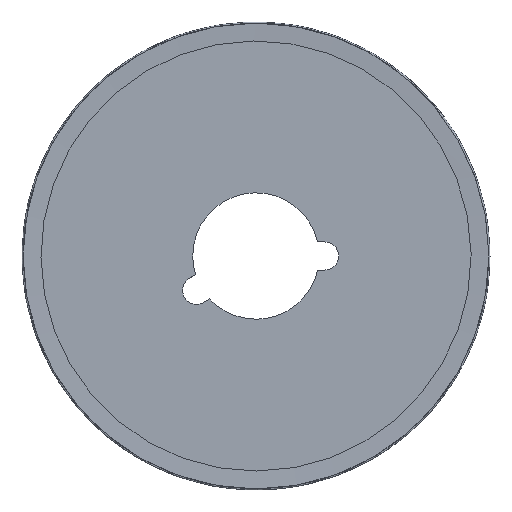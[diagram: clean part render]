
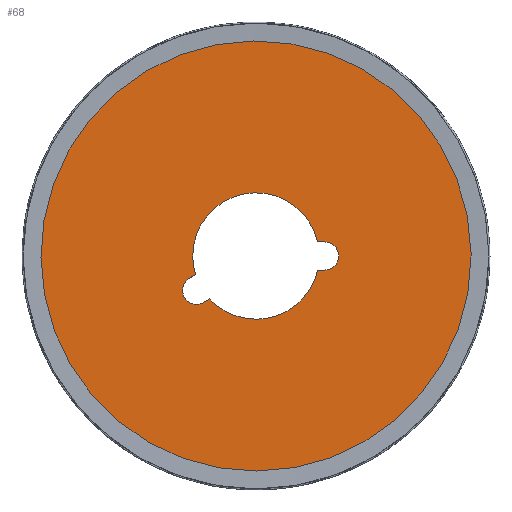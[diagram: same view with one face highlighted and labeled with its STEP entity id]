
A CAD part, top view. The second image highlights one B-rep face of the part: STEP entity #68.
In plain terms, the highlighted planar face has unit normal (0, 0, 1).
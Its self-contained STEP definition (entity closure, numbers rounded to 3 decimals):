
#68=ADVANCED_FACE('',(#127,#128),#84,.F.);
#84=PLANE('',#362);
#97=LINE('',#500,#115);
#98=LINE('',#504,#116);
#99=LINE('',#505,#117);
#100=LINE('',#509,#118);
#115=VECTOR('',#416,1.);
#116=VECTOR('',#419,1.);
#117=VECTOR('',#420,1.);
#118=VECTOR('',#423,1.);
#127=FACE_BOUND('',#147,.T.);
#128=FACE_BOUND('',#148,.T.);
#147=EDGE_LOOP('',(#190,#191,#192,#193,#194,#195,#196,#197,#198));
#148=EDGE_LOOP('',(#199));
#190=ORIENTED_EDGE('',*,*,#284,.T.);
#191=ORIENTED_EDGE('',*,*,#286,.T.);
#192=ORIENTED_EDGE('',*,*,#287,.T.);
#193=ORIENTED_EDGE('',*,*,#288,.T.);
#194=ORIENTED_EDGE('',*,*,#282,.T.);
#195=ORIENTED_EDGE('',*,*,#281,.T.);
#196=ORIENTED_EDGE('',*,*,#289,.F.);
#197=ORIENTED_EDGE('',*,*,#290,.F.);
#198=ORIENTED_EDGE('',*,*,#291,.F.);
#199=ORIENTED_EDGE('',*,*,#292,.F.);
#252=VERTEX_POINT('',#487);
#253=VERTEX_POINT('',#489);
#254=VERTEX_POINT('',#491);
#255=VERTEX_POINT('',#495);
#256=VERTEX_POINT('',#497);
#257=VERTEX_POINT('',#501);
#258=VERTEX_POINT('',#503);
#259=VERTEX_POINT('',#506);
#260=VERTEX_POINT('',#508);
#261=VERTEX_POINT('',#511);
#281=EDGE_CURVE('',#254,#253,#311,.T.);
#282=EDGE_CURVE('',#252,#254,#312,.T.);
#284=EDGE_CURVE('',#256,#255,#313,.T.);
#286=EDGE_CURVE('',#255,#257,#97,.T.);
#287=EDGE_CURVE('',#257,#258,#314,.T.);
#288=EDGE_CURVE('',#258,#252,#98,.T.);
#289=EDGE_CURVE('',#259,#253,#99,.T.);
#290=EDGE_CURVE('',#260,#259,#315,.T.);
#291=EDGE_CURVE('',#256,#260,#100,.T.);
#292=EDGE_CURVE('',#261,#261,#316,.T.);
#311=CIRCLE('',#354,13.505);
#312=CIRCLE('',#355,13.505);
#313=CIRCLE('',#357,13.505);
#314=CIRCLE('',#359,3.);
#315=CIRCLE('',#360,3.);
#316=CIRCLE('',#361,48.9);
#354=AXIS2_PLACEMENT_3D('',#490,#404,#405);
#355=AXIS2_PLACEMENT_3D('',#492,#406,#407);
#357=AXIS2_PLACEMENT_3D('',#496,#411,#412);
#359=AXIS2_PLACEMENT_3D('',#502,#417,#418);
#360=AXIS2_PLACEMENT_3D('',#507,#421,#422);
#361=AXIS2_PLACEMENT_3D('',#510,#424,#425);
#362=AXIS2_PLACEMENT_3D('',#512,#426,#427);
#404=DIRECTION('',(0.,0.,-1.));
#405=DIRECTION('',(-1.,0.,0.));
#406=DIRECTION('',(0.,0.,-1.));
#407=DIRECTION('',(-1.,0.,0.));
#411=DIRECTION('',(0.,0.,-1.));
#412=DIRECTION('',(-1.,0.,0.));
#416=DIRECTION('',(-0.866,-0.5,0.));
#417=DIRECTION('',(0.,0.,-1.));
#418=DIRECTION('',(-0.866,-0.5,0.));
#419=DIRECTION('',(0.866,0.5,0.));
#420=DIRECTION('',(-1.,0.,0.));
#421=DIRECTION('',(0.,0.,1.));
#422=DIRECTION('',(1.,0.,0.));
#423=DIRECTION('',(1.,0.,0.));
#424=DIRECTION('',(0.,0.,-1.));
#425=DIRECTION('',(0.,1.,0.));
#426=DIRECTION('',(0.,0.,-1.));
#427=DIRECTION('',(1.,0.,0.));
#487=CARTESIAN_POINT('',(-12.904,-3.986,0.));
#489=CARTESIAN_POINT('',(13.168,3.,0.));
#490=CARTESIAN_POINT('',(0.,0.,0.));
#491=CARTESIAN_POINT('',(-13.505,0.,0.));
#492=CARTESIAN_POINT('',(0.,0.,0.));
#495=CARTESIAN_POINT('',(-9.904,-9.182,0.));
#496=CARTESIAN_POINT('',(0.,0.,0.));
#497=CARTESIAN_POINT('',(13.168,-3.,0.));
#500=CARTESIAN_POINT('',(-9.904,-9.182,0.));
#501=CARTESIAN_POINT('',(-11.203,-9.932,0.));
#502=CARTESIAN_POINT('',(-12.703,-7.334,0.));
#503=CARTESIAN_POINT('',(-14.203,-4.736,0.));
#504=CARTESIAN_POINT('',(-14.203,-4.736,0.));
#505=CARTESIAN_POINT('',(14.668,3.,0.));
#506=CARTESIAN_POINT('',(14.668,3.,0.));
#507=CARTESIAN_POINT('',(14.668,0.,0.));
#508=CARTESIAN_POINT('',(14.668,-3.,0.));
#509=CARTESIAN_POINT('',(13.168,-3.,0.));
#510=CARTESIAN_POINT('',(0.,0.,0.));
#511=CARTESIAN_POINT('',(0.,48.9,0.));
#512=CARTESIAN_POINT('',(0.,0.,0.));
